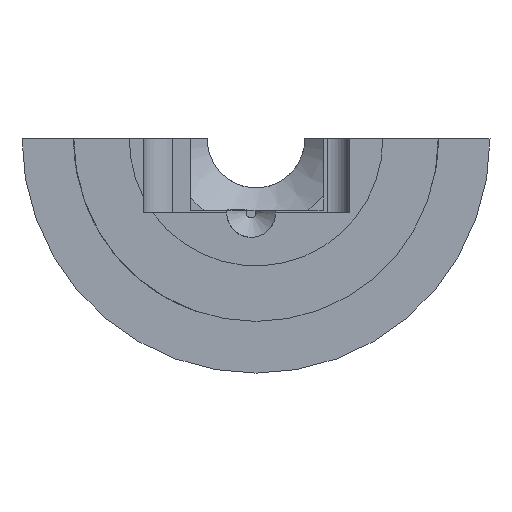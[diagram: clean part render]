
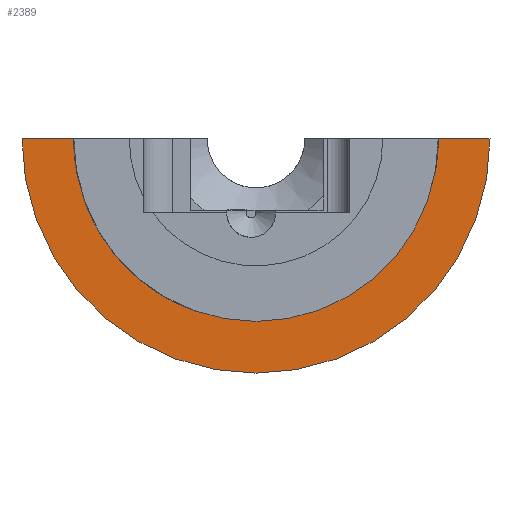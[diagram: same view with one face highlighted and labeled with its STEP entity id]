
A CAD part, left-side view. The second image highlights one B-rep face of the part: STEP entity #2389.
In plain terms, the highlighted planar face has unit normal (-1, 0, 0).
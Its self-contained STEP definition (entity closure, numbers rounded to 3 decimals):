
#83=PLANE('',#2565);
#197=FACE_OUTER_BOUND('',#331,.T.);
#331=EDGE_LOOP('',(#1774,#1775,#1776,#1777));
#451=LINE('',#3814,#654);
#488=LINE('',#3937,#691);
#654=VECTOR('',#2830,10.);
#691=VECTOR('',#2919,10.);
#870=CIRCLE('',#2566,24.);
#871=CIRCLE('',#2567,18.692);
#988=VERTEX_POINT('',#3811);
#989=VERTEX_POINT('',#3813);
#1029=VERTEX_POINT('',#3934);
#1030=VERTEX_POINT('',#3936);
#1244=EDGE_CURVE('',#988,#989,#451,.T.);
#1299=EDGE_CURVE('',#1029,#1030,#488,.T.);
#1319=EDGE_CURVE('',#989,#1029,#870,.T.);
#1320=EDGE_CURVE('',#1030,#988,#871,.T.);
#1774=ORIENTED_EDGE('',*,*,#1319,.F.);
#1775=ORIENTED_EDGE('',*,*,#1244,.F.);
#1776=ORIENTED_EDGE('',*,*,#1320,.F.);
#1777=ORIENTED_EDGE('',*,*,#1299,.F.);
#2389=ADVANCED_FACE('',(#197),#83,.F.);
#2565=AXIS2_PLACEMENT_3D('',#3976,#2964,#2965);
#2566=AXIS2_PLACEMENT_3D('',#3977,#2966,#2967);
#2567=AXIS2_PLACEMENT_3D('',#3978,#2968,#2969);
#2830=DIRECTION('',(0.,-1.,0.));
#2919=DIRECTION('',(0.,-1.,0.));
#2964=DIRECTION('center_axis',(1.,0.,0.));
#2965=DIRECTION('ref_axis',(0.,0.,-1.));
#2966=DIRECTION('center_axis',(1.,0.,0.));
#2967=DIRECTION('ref_axis',(0.,1.,0.));
#2968=DIRECTION('center_axis',(-1.,0.,0.));
#2969=DIRECTION('ref_axis',(0.,0.,1.));
#3811=CARTESIAN_POINT('',(856.25,131.308,100.068));
#3813=CARTESIAN_POINT('',(856.25,126.,100.068));
#3814=CARTESIAN_POINT('',(856.25,150.,100.068));
#3934=CARTESIAN_POINT('',(856.25,174.,100.068));
#3936=CARTESIAN_POINT('',(856.25,168.692,100.068));
#3937=CARTESIAN_POINT('',(856.25,150.,100.068));
#3976=CARTESIAN_POINT('Origin',(856.25,150.,100.038));
#3977=CARTESIAN_POINT('Origin',(856.25,150.,100.038));
#3978=CARTESIAN_POINT('Origin',(856.25,150.,100.038));
